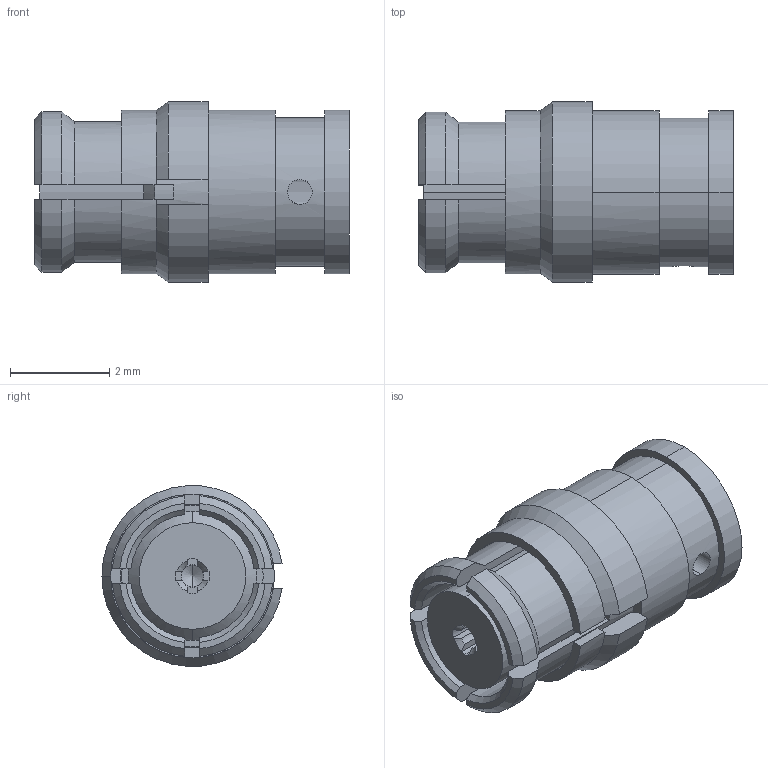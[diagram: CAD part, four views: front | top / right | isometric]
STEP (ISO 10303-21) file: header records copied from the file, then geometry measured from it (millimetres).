
FILE_DESCRIPTION (( 'STEP AP214' ), '1' );
FILE_NAME ('SC5152_3D.step', '2025-05-23T15:01:01', ( '' ), ( '' ), 'SwSTEP 2.0', 'SolidWorks 2022', '' );
FILE_SCHEMA (( 'AUTOMOTIVE_DESIGN' ));
Length unit declared in the file: millimetre
Products named in the file (1): SC5152_3D
Bounding box: 6.35 x 3.63 x 3.64 mm (x, y, z)
Volume: 37.4 mm3; surface area: 175.5 mm2
Topology: 1 solids, 1 shells, 122 faces, 324 edges, 208 vertices
Faces by surface type: cylinder 49, plane 42, cone 31
Entity records: 4111 total; most frequent: CARTESIAN_POINT 861, DIRECTION 640, ORIENTED_EDGE 640, EDGE_CURVE 320, AXIS2_PLACEMENT_3D 251, VERTEX_POINT 208, VECTOR 138, LINE 138
